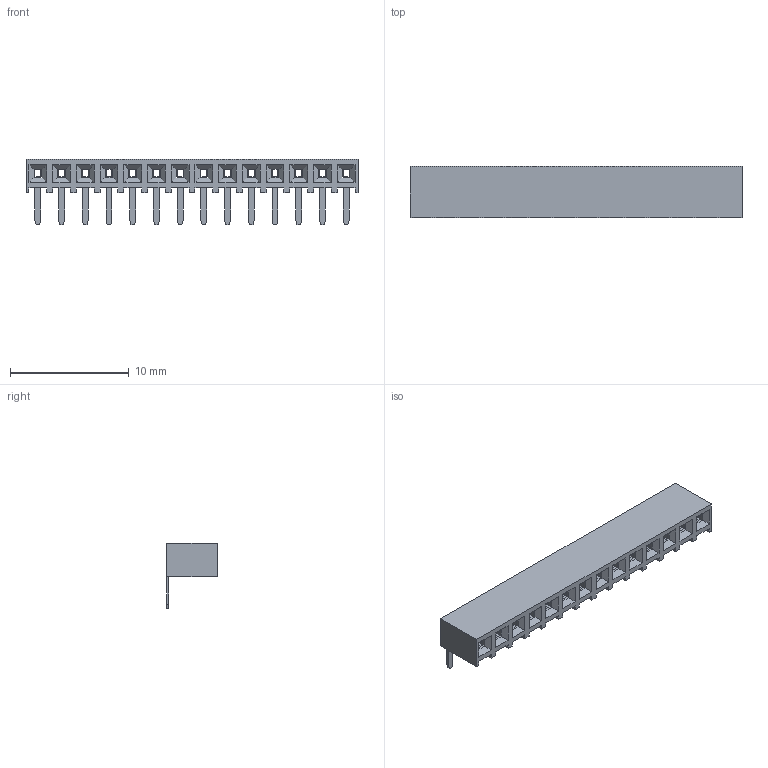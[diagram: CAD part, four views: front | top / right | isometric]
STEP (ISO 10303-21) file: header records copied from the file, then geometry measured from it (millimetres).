
FILE_DESCRIPTION(('STEP AP214'), '1');
FILE_NAME('PBS2-R', '', ('UNSPECIFIED'), ('UNSPECIFIED'), 'ASCON STEP Converter 1.6', 'ASCON Math Kernel', '');
FILE_SCHEMA(('AUTOMOTIVE_DESIGN { 1 0 10303 214 3 1 1}'));
Length unit declared in the file: millimetre
Bounding box: 28 x 4.3 x 5.5 mm (x, y, z)
Volume: 207.4 mm3; surface area: 1171.9 mm2
Topology: 15 solids, 15 shells, 1014 faces, 2784 edges, 1800 vertices
Faces by surface type: plane 818, cylinder 196
Entity records: 39948 total; most frequent: CARTESIAN_POINT 5599, ORIENTED_EDGE 5568, DIRECTION 5206, EDGE_CURVE 2784, LINE 2392, VECTOR 2392, VERTEX_POINT 1800, AXIS2_PLACEMENT_3D 1407
